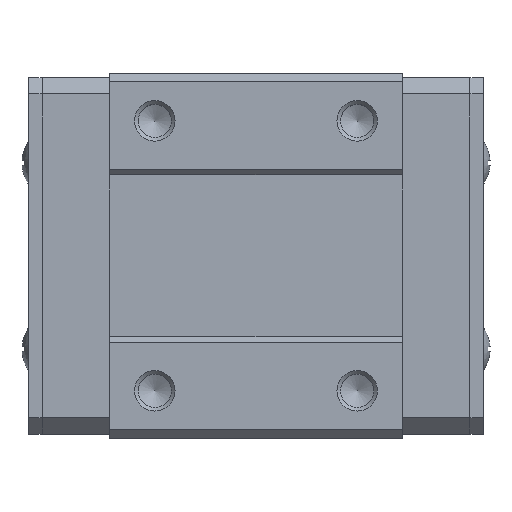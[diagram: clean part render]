
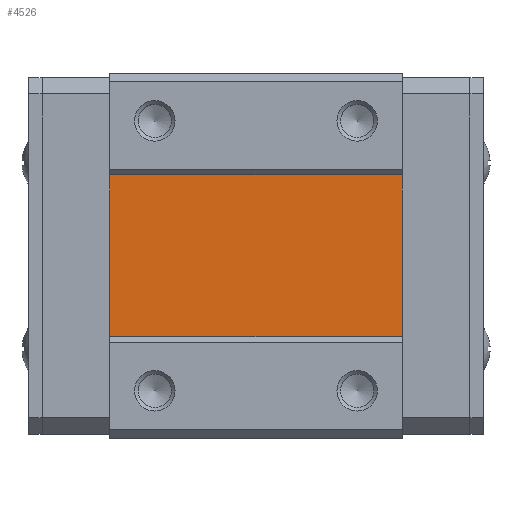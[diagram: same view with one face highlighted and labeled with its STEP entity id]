
A CAD part, top view. The second image highlights one B-rep face of the part: STEP entity #4526.
In plain terms, the highlighted planar face has unit normal (0, 0, 1).
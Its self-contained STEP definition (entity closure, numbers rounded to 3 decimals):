
#334=FACE_OUTER_BOUND('',#619,.T.);
#619=EDGE_LOOP('',(#3038,#3039,#3040,#3041));
#974=LINE('',#6878,#1448);
#975=LINE('',#6882,#1449);
#976=LINE('',#6883,#1450);
#977=LINE('',#6884,#1451);
#1448=VECTOR('',#5452,12.);
#1449=VECTOR('',#5455,12.);
#1450=VECTOR('',#5456,21.701);
#1451=VECTOR('',#5457,21.701);
#1911=VERTEX_POINT('',#6825);
#1919=VERTEX_POINT('',#6843);
#1932=VERTEX_POINT('',#6880);
#1933=VERTEX_POINT('',#6881);
#2337=EDGE_CURVE('',#1911,#1919,#974,.T.);
#2338=EDGE_CURVE('',#1932,#1933,#975,.T.);
#2339=EDGE_CURVE('',#1933,#1911,#976,.T.);
#2340=EDGE_CURVE('',#1932,#1919,#977,.T.);
#3038=ORIENTED_EDGE('',*,*,#2338,.T.);
#3039=ORIENTED_EDGE('',*,*,#2339,.T.);
#3040=ORIENTED_EDGE('',*,*,#2337,.T.);
#3041=ORIENTED_EDGE('',*,*,#2340,.F.);
#4189=PLANE('',#4853);
#4526=ADVANCED_FACE('',(#334),#4189,.T.);
#4853=AXIS2_PLACEMENT_3D('',#6879,#5453,#5454);
#5452=DIRECTION('',(0.,-1.,0.));
#5453=DIRECTION('center_axis',(0.,0.,1.));
#5454=DIRECTION('ref_axis',(1.,0.,0.));
#5455=DIRECTION('',(0.,1.,0.));
#5456=DIRECTION('',(-1.,0.,0.));
#5457=DIRECTION('',(-1.,0.,0.));
#6825=CARTESIAN_POINT('',(129.15,6.,12.6));
#6843=CARTESIAN_POINT('',(129.15,-6.,12.6));
#6878=CARTESIAN_POINT('',(129.15,6.,12.6));
#6879=CARTESIAN_POINT('Origin',(129.15,0.,12.6));
#6880=CARTESIAN_POINT('',(150.85,-6.,12.6));
#6881=CARTESIAN_POINT('',(150.85,6.,12.6));
#6882=CARTESIAN_POINT('',(150.85,-6.,12.6));
#6883=CARTESIAN_POINT('',(150.85,6.,12.6));
#6884=CARTESIAN_POINT('',(150.85,-6.,12.6));
